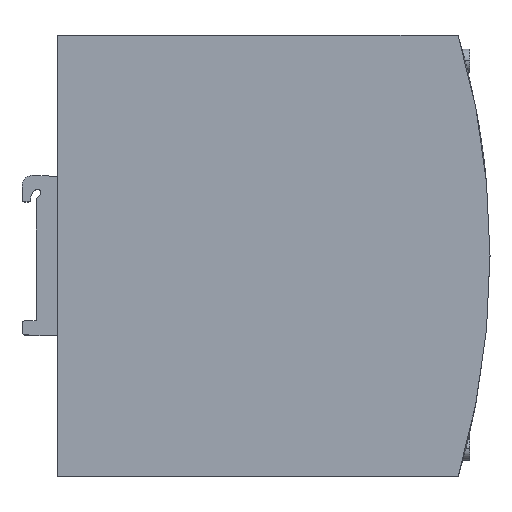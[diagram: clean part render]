
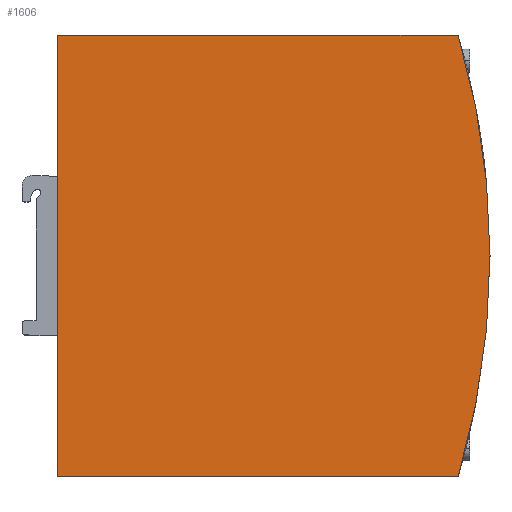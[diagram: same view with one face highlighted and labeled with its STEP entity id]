
A CAD part, top view. The second image highlights one B-rep face of the part: STEP entity #1606.
In plain terms, the highlighted planar face has unit normal (0, 0, 1).
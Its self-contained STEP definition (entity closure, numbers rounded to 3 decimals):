
#451 = ORIENTED_EDGE ( 'NONE', *, *, #1059, .F. ) ;
#569 = CARTESIAN_POINT ( 'NONE',  ( 0., 0., 0. ) ) ;
#786 = CARTESIAN_POINT ( 'NONE',  ( 0., -124.4, 0. ) ) ;
#790 = DIRECTION ( 'NONE',  ( 0., 0., 1. ) ) ;
#980 = VERTEX_POINT ( 'NONE', #8098 ) ;
#1059 = EDGE_CURVE ( 'NONE', #7463, #10526, #8958, .T. ) ;
#1064 = DIRECTION ( 'NONE',  ( 0., 0., -1. ) ) ;
#1238 = CIRCLE ( 'NONE', #8380, 219.436 ) ;
#1309 = DIRECTION ( 'NONE',  ( 0., 0., -1. ) ) ;
#1522 = DIRECTION ( 'NONE',  ( -1., 0., 0. ) ) ;
#1606 = ADVANCED_FACE ( 'NONE', ( #2869 ), #5231, .T. ) ;
#1617 = VECTOR ( 'NONE', #1522, 1000. ) ;
#1664 = DIRECTION ( 'NONE',  ( 1., 0., 0. ) ) ;
#1765 = EDGE_LOOP ( 'NONE', ( #8339, #5186, #2090, #11253, #451 ) ) ;
#1908 = EDGE_CURVE ( 'NONE', #8955, #2615, #8802, .T. ) ;
#2090 = ORIENTED_EDGE ( 'NONE', *, *, #1908, .T. ) ;
#2273 = CARTESIAN_POINT ( 'NONE',  ( 113., -124.4, 0. ) ) ;
#2499 = DIRECTION ( 'NONE',  ( 1., 0., 0. ) ) ;
#2615 = VERTEX_POINT ( 'NONE', #2701 ) ;
#2701 = CARTESIAN_POINT ( 'NONE',  ( 0., -124.4, 0. ) ) ;
#2869 = FACE_OUTER_BOUND ( 'NONE', #1765, .T. ) ;
#3223 = CARTESIAN_POINT ( 'NONE',  ( 0., 0., 0. ) ) ;
#4592 = DIRECTION ( 'NONE',  ( 1., 0., 0. ) ) ;
#5186 = ORIENTED_EDGE ( 'NONE', *, *, #11077, .T. ) ;
#5231 = PLANE ( 'NONE',  #5957 ) ;
#5529 = VECTOR ( 'NONE', #2499, 1000. ) ;
#5647 = CARTESIAN_POINT ( 'NONE',  ( 122., -62.2, 0. ) ) ;
#5902 = VECTOR ( 'NONE', #10256, 1000. ) ;
#5957 = AXIS2_PLACEMENT_3D ( 'NONE', #7906, #790, #1664 ) ;
#6366 = CARTESIAN_POINT ( 'NONE',  ( 0., 0., 0. ) ) ;
#6464 = LINE ( 'NONE', #3223, #1617 ) ;
#6588 = CARTESIAN_POINT ( 'NONE',  ( -97.436, -62.2, 0. ) ) ;
#7463 = VERTEX_POINT ( 'NONE', #5647 ) ;
#7466 = DIRECTION ( 'NONE',  ( 1., 0., 0. ) ) ;
#7906 = CARTESIAN_POINT ( 'NONE',  ( 0., 0., 0. ) ) ;
#8098 = CARTESIAN_POINT ( 'NONE',  ( 113., 0., 0. ) ) ;
#8339 = ORIENTED_EDGE ( 'NONE', *, *, #9825, .F. ) ;
#8380 = AXIS2_PLACEMENT_3D ( 'NONE', #6588, #1309, #7466 ) ;
#8802 = LINE ( 'NONE', #569, #5902 ) ;
#8891 = CARTESIAN_POINT ( 'NONE',  ( -97.436, -62.2, 0. ) ) ;
#8955 = VERTEX_POINT ( 'NONE', #6366 ) ;
#8958 = CIRCLE ( 'NONE', #9353, 219.436 ) ;
#9353 = AXIS2_PLACEMENT_3D ( 'NONE', #8891, #1064, #4592 ) ;
#9825 = EDGE_CURVE ( 'NONE', #980, #7463, #1238, .T. ) ;
#10006 = EDGE_CURVE ( 'NONE', #2615, #10526, #10040, .T. ) ;
#10040 = LINE ( 'NONE', #786, #5529 ) ;
#10256 = DIRECTION ( 'NONE',  ( 0., -1., 0. ) ) ;
#10526 = VERTEX_POINT ( 'NONE', #2273 ) ;
#11077 = EDGE_CURVE ( 'NONE', #980, #8955, #6464, .T. ) ;
#11253 = ORIENTED_EDGE ( 'NONE', *, *, #10006, .T. ) ;
